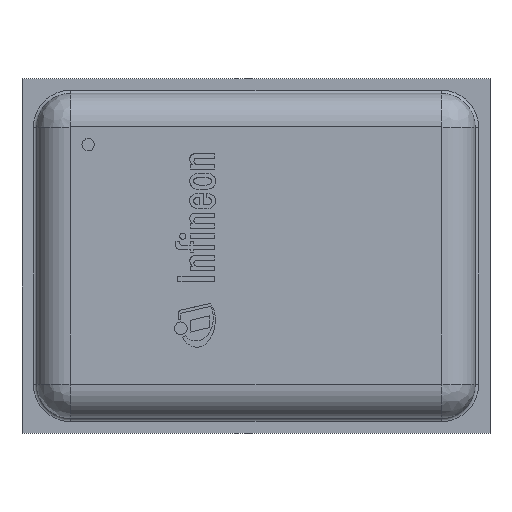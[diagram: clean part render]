
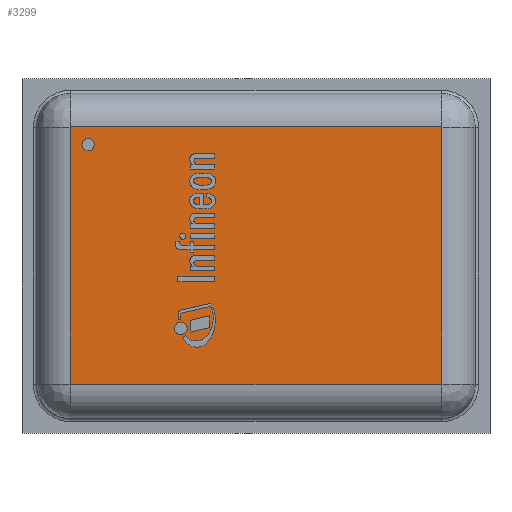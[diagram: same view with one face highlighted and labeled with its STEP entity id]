
A CAD part, top view. The second image highlights one B-rep face of the part: STEP entity #3299.
In plain terms, the highlighted planar face has unit normal (0, 0, 1).
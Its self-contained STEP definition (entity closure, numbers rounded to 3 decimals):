
#195=LINE('',#4805,#560);
#196=LINE('',#4833,#561);
#197=LINE('',#4838,#562);
#199=LINE('',#4869,#564);
#560=VECTOR('',#3948,1.);
#561=VECTOR('',#3961,1.);
#562=VECTOR('',#3966,1.);
#564=VECTOR('',#3982,1.);
#882=PLANE('',#3567);
#1020=FACE_BOUND('',#1311,.T.);
#1087=FACE_OUTER_BOUND('',#1310,.T.);
#1310=EDGE_LOOP('',(#2522,#2523,#2524,#2525,#2526,#2527,#2528,#2529));
#1311=EDGE_LOOP('',(#2530));
#1484=CIRCLE('',#3514,0.046);
#1507=CIRCLE('',#3551,0.005);
#1509=CIRCLE('',#3553,0.005);
#1514=CIRCLE('',#3560,0.005);
#1516=CIRCLE('',#3562,0.005);
#1582=VERTEX_POINT('',#4729);
#1605=VERTEX_POINT('',#4801);
#1606=VERTEX_POINT('',#4803);
#1607=VERTEX_POINT('',#4815);
#1608=VERTEX_POINT('',#4827);
#1609=VERTEX_POINT('',#4831);
#1611=VERTEX_POINT('',#4836);
#1612=VERTEX_POINT('',#4849);
#1615=VERTEX_POINT('',#4864);
#1906=EDGE_CURVE('',#1582,#1582,#1484,.T.);
#1943=EDGE_CURVE('',#1606,#1605,#195,.T.);
#1945=EDGE_CURVE('',#1605,#1607,#1507,.T.);
#1947=EDGE_CURVE('',#1608,#1606,#1509,.T.);
#1949=EDGE_CURVE('',#1607,#1609,#196,.T.);
#1951=EDGE_CURVE('',#1611,#1608,#197,.T.);
#1955=EDGE_CURVE('',#1609,#1612,#1514,.T.);
#1957=EDGE_CURVE('',#1615,#1611,#1516,.T.);
#1959=EDGE_CURVE('',#1612,#1615,#199,.T.);
#2522=ORIENTED_EDGE('',*,*,#1943,.F.);
#2523=ORIENTED_EDGE('',*,*,#1947,.F.);
#2524=ORIENTED_EDGE('',*,*,#1951,.F.);
#2525=ORIENTED_EDGE('',*,*,#1957,.F.);
#2526=ORIENTED_EDGE('',*,*,#1959,.F.);
#2527=ORIENTED_EDGE('',*,*,#1955,.F.);
#2528=ORIENTED_EDGE('',*,*,#1949,.F.);
#2529=ORIENTED_EDGE('',*,*,#1945,.F.);
#2530=ORIENTED_EDGE('',*,*,#1906,.T.);
#3299=ADVANCED_FACE('',(#1087,#1020),#882,.T.);
#3514=AXIS2_PLACEMENT_3D('',#4730,#3861,#3862);
#3551=AXIS2_PLACEMENT_3D('',#4817,#3951,#3952);
#3553=AXIS2_PLACEMENT_3D('',#4829,#3955,#3956);
#3560=AXIS2_PLACEMENT_3D('',#4853,#3972,#3973);
#3562=AXIS2_PLACEMENT_3D('',#4866,#3976,#3977);
#3567=AXIS2_PLACEMENT_3D('',#4875,#3990,#3991);
#3861=DIRECTION('center_axis',(0.,0.,-1.));
#3862=DIRECTION('ref_axis',(0.,-1.,0.));
#3948=DIRECTION('',(-1.,0.,0.));
#3951=DIRECTION('center_axis',(0.,0.,-1.));
#3952=DIRECTION('ref_axis',(-0.707,-0.707,0.));
#3955=DIRECTION('center_axis',(0.,0.,-1.));
#3956=DIRECTION('ref_axis',(0.707,-0.707,0.));
#3961=DIRECTION('',(0.,1.,0.));
#3966=DIRECTION('',(0.,-1.,0.));
#3972=DIRECTION('center_axis',(0.,0.,-1.));
#3973=DIRECTION('ref_axis',(-0.707,0.707,0.));
#3976=DIRECTION('center_axis',(0.,0.,-1.));
#3977=DIRECTION('ref_axis',(0.707,0.707,0.));
#3982=DIRECTION('',(1.,0.,0.));
#3990=DIRECTION('center_axis',(0.,0.,1.));
#3991=DIRECTION('ref_axis',(0.,1.,0.));
#4729=CARTESIAN_POINT('',(-1.256,0.877,1.08));
#4730=CARTESIAN_POINT('Origin',(-1.256,0.831,1.08));
#4801=CARTESIAN_POINT('',(-1.385,-0.965,1.08));
#4803=CARTESIAN_POINT('',(1.385,-0.965,1.08));
#4805=CARTESIAN_POINT('',(-0.692,-0.965,1.08));
#4815=CARTESIAN_POINT('',(-1.39,-0.96,1.08));
#4817=CARTESIAN_POINT('Origin',(-1.385,-0.96,1.08));
#4827=CARTESIAN_POINT('',(1.39,-0.96,1.08));
#4829=CARTESIAN_POINT('Origin',(1.385,-0.96,1.08));
#4831=CARTESIAN_POINT('',(-1.39,0.96,1.08));
#4833=CARTESIAN_POINT('',(-1.39,0.48,1.08));
#4836=CARTESIAN_POINT('',(1.39,0.96,1.08));
#4838=CARTESIAN_POINT('',(1.39,-0.48,1.08));
#4849=CARTESIAN_POINT('',(-1.385,0.965,1.08));
#4853=CARTESIAN_POINT('Origin',(-1.385,0.96,1.08));
#4864=CARTESIAN_POINT('',(1.385,0.965,1.08));
#4866=CARTESIAN_POINT('Origin',(1.385,0.96,1.08));
#4869=CARTESIAN_POINT('',(0.693,0.965,1.08));
#4875=CARTESIAN_POINT('Origin',(0.,0.,
1.08));
